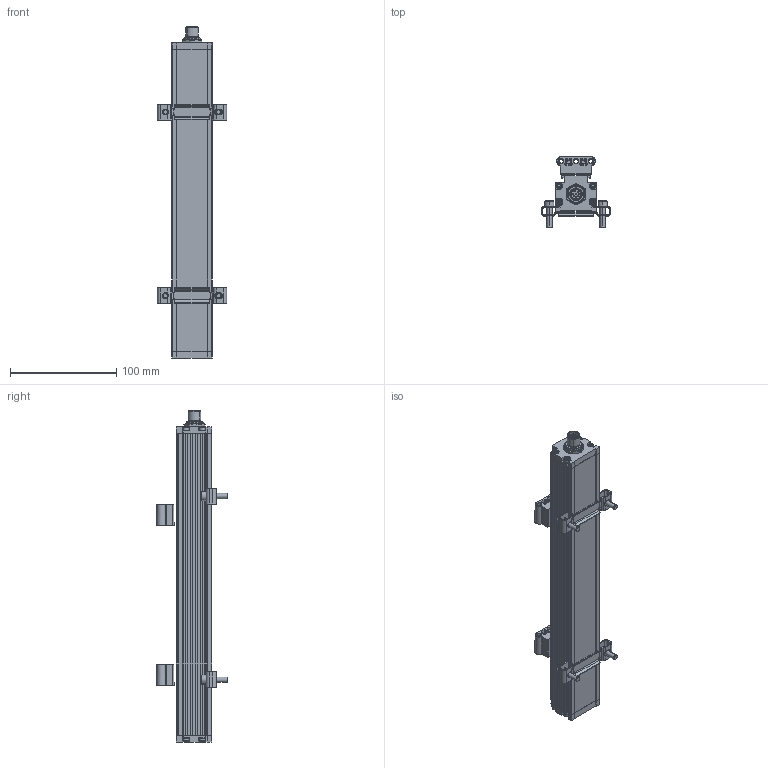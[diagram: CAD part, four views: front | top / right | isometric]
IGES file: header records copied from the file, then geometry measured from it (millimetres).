
Start section: SolidWorks IGES file using analytic representation for surfaces
Global section: file name: TP1_Z001_BG_M12~00.IGS; native system: SolidWorks 2011; preprocessor: SolidWorks 2011; author: widmaier; date: 120530.104653; units: millimetre
Bounding box: 65 x 66.91 x 311.8 mm (x, y, z)
Surface area: 136154 mm2 (no closed solid volume)
Topology: 0 solids, 0 shells, 6330 faces, 49475 edges, 49411 vertices
Faces by surface type: bspline 5375, revolution 955
